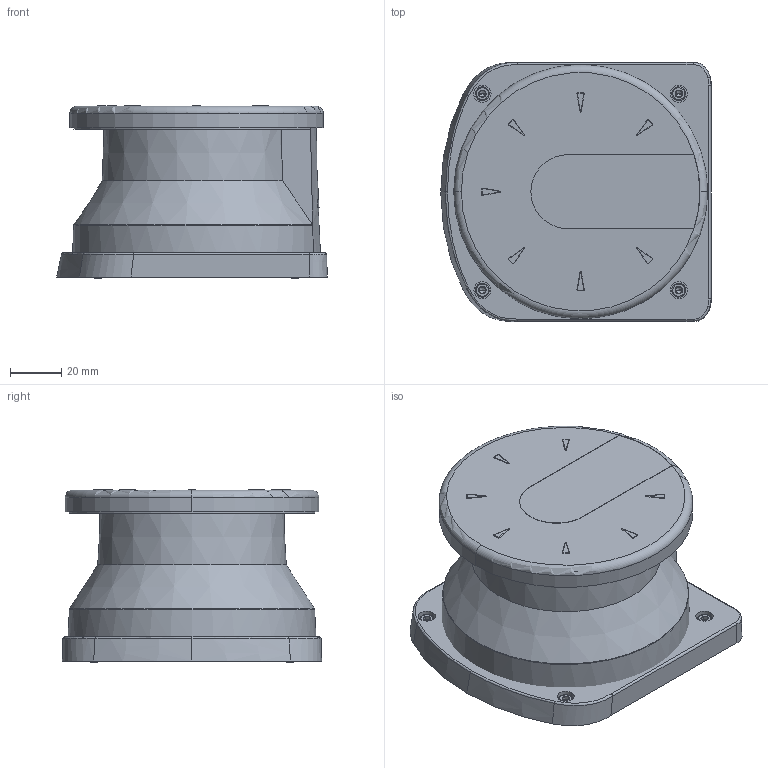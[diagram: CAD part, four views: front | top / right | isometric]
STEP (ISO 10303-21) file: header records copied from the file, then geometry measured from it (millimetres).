
FILE_DESCRIPTION((''),'2;1');
FILE_NAME('216562_ASM','2020-03-11T14:13:32',('PDMAdmin'),('BANNER ENGINEERING'),'CREO PARAMETRIC BY PTC INC, 2019292','CREO PARAMETRIC BY PTC INC, 2019292','');
FILE_SCHEMA(('CONFIG_CONTROL_DESIGN'));
Length unit declared in the file: millimetre
Products named in the file (10): AP011618_00_1; AP011618_00_2; AP011618_00_3; AP011618_00_4; AP011618_00_5; AP011618_00_7; AP011618_00_8; AP011618_00_ASM; NB_TESTING_PRT; 216562_ASM
Assembly tree (9 placements, depth 3):
  216562_ASM
    AP011618_00_ASM
      AP011618_00_1
      AP011618_00_2
      AP011618_00_3
      AP011618_00_4
      AP011618_00_5
      AP011618_00_7
      AP011618_00_8
    NB_TESTING_PRT
Bounding box: 106.04 x 101.57 x 67.65 mm (x, y, z)
Volume: 434763 mm3; surface area: 82407.3 mm2
Topology: 8 solids, 10 shells, 362 faces, 822 edges, 502 vertices
Faces by surface type: plane 123, cone 80, cylinder 72, torus 56, bspline 31
Entity records: 11886 total; most frequent: CARTESIAN_POINT 3556, DIRECTION 1833, ORIENTED_EDGE 1628, EDGE_CURVE 814, AXIS2_PLACEMENT_3D 782, VERTEX_POINT 502, CIRCLE 425, EDGE_LOOP 392
